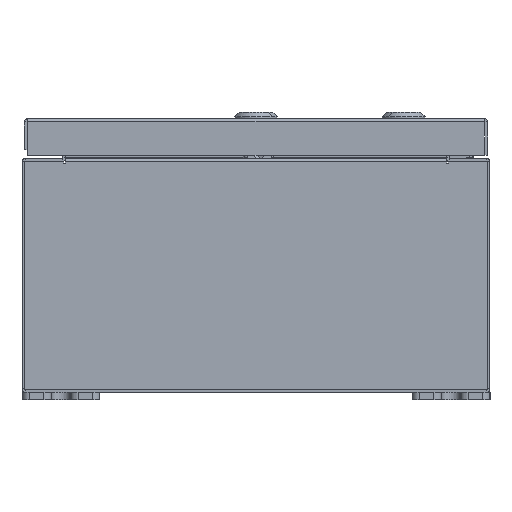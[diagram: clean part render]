
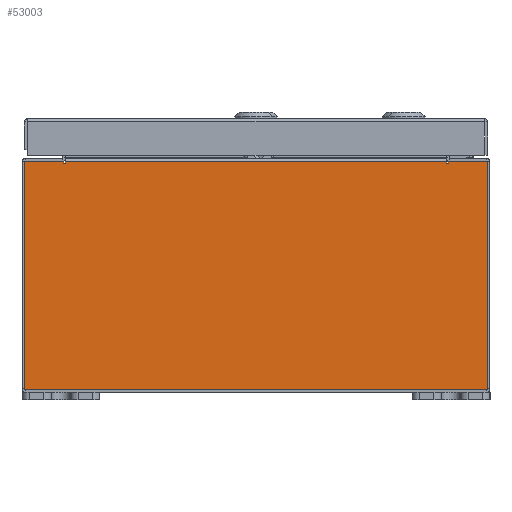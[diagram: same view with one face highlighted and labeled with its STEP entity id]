
A CAD part, front view. The second image highlights one B-rep face of the part: STEP entity #53003.
In plain terms, the highlighted face is planar.
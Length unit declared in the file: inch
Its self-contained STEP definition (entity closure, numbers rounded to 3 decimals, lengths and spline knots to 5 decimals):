
#44 = ORIENTED_EDGE ( 'NONE', *, *, #55644, .T. ) ;
#271 = VECTOR ( 'NONE', #39352, 39.37008 ) ;
#328 = VECTOR ( 'NONE', #43510, 39.37008 ) ;
#1556 = VERTEX_POINT ( 'NONE', #11627 ) ;
#2251 = CARTESIAN_POINT ( 'NONE',  ( 5.9253, 0., -2.9253 ) ) ;
#2929 = EDGE_CURVE ( 'NONE', #52366, #43820, #37764, .T. ) ;
#3814 = EDGE_CURVE ( 'NONE', #34756, #48509, #17409, .T. ) ;
#4251 = VERTEX_POINT ( 'NONE', #11023 ) ;
#5786 = CARTESIAN_POINT ( 'NONE',  ( -5.9253, 0., 2.9253 ) ) ;
#5966 = CARTESIAN_POINT ( 'NONE',  ( 5.9253, 0., 2.9253 ) ) ;
#6359 = VECTOR ( 'NONE', #19256, 39.37008 ) ;
#7191 = PLANE ( 'NONE',  #60745 ) ;
#8448 = VERTEX_POINT ( 'NONE', #32924 ) ;
#9056 = EDGE_CURVE ( 'NONE', #57609, #52366, #35795, .T. ) ;
#9229 = ORIENTED_EDGE ( 'NONE', *, *, #2929, .T. ) ;
#10229 = VECTOR ( 'NONE', #31181, 39.37008 ) ;
#10966 = EDGE_LOOP ( 'NONE', ( #56235, #20015, #56126, #35046, #51334, #37870, #16916, #59684, #40567, #9229, #35790, #44 ) ) ;
#11023 = CARTESIAN_POINT ( 'NONE',  ( -4.8872, 0., 2.87495 ) ) ;
#11627 = CARTESIAN_POINT ( 'NONE',  ( -4.8872, 0., 2.9123 ) ) ;
#11903 = CARTESIAN_POINT ( 'NONE',  ( 0., 0., 0. ) ) ;
#12821 = LINE ( 'NONE', #5786, #328 ) ;
#12919 = VECTOR ( 'NONE', #31973, 39.37008 ) ;
#13218 = DIRECTION ( 'NONE',  ( 0., 0., -1. ) ) ;
#13282 = DIRECTION ( 'NONE',  ( 0., 1., 0. ) ) ;
#13300 = CARTESIAN_POINT ( 'NONE',  ( -4.90587, 0., 2.87495 ) ) ;
#13767 = CARTESIAN_POINT ( 'NONE',  ( -5.9253, 0., -2.9253 ) ) ;
#14177 = EDGE_CURVE ( 'NONE', #45532, #60133, #17782, .T. ) ;
#14531 = DIRECTION ( 'NONE',  ( 0., 1., 0. ) ) ;
#15912 = CARTESIAN_POINT ( 'NONE',  ( -4.8872, 0., 2.9123 ) ) ;
#16685 = DIRECTION ( 'NONE',  ( 0., 0., -1. ) ) ;
#16916 = ORIENTED_EDGE ( 'NONE', *, *, #3814, .F. ) ;
#17409 = LINE ( 'NONE', #33831, #6359 ) ;
#17782 = LINE ( 'NONE', #26943, #49279 ) ;
#19256 = DIRECTION ( 'NONE',  ( 0., 0., -1. ) ) ;
#19678 = VERTEX_POINT ( 'NONE', #34138 ) ;
#19978 = DIRECTION ( 'NONE',  ( 1., 0., 0. ) ) ;
#20015 = ORIENTED_EDGE ( 'NONE', *, *, #26465, .F. ) ;
#20527 = VECTOR ( 'NONE', #45874, 39.37008 ) ;
#20895 = CARTESIAN_POINT ( 'NONE',  ( 4.92455, 0., 2.9253 ) ) ;
#21846 = AXIS2_PLACEMENT_3D ( 'NONE', #13300, #13282, #13218 ) ;
#23134 = EDGE_CURVE ( 'NONE', #43820, #40296, #51178, .T. ) ;
#25644 = EDGE_CURVE ( 'NONE', #1556, #4251, #44321, .T. ) ;
#26465 = EDGE_CURVE ( 'NONE', #4251, #8448, #47423, .T. ) ;
#26822 = VECTOR ( 'NONE', #43561, 39.37008 ) ;
#26943 = CARTESIAN_POINT ( 'NONE',  ( 4.8872, 0., 0. ) ) ;
#27052 = DIRECTION ( 'NONE',  ( 0., 0., 1. ) ) ;
#29341 = CARTESIAN_POINT ( 'NONE',  ( -5.9253, 0., 2.9253 ) ) ;
#31181 = DIRECTION ( 'NONE',  ( 0., 0., 1. ) ) ;
#31370 = CARTESIAN_POINT ( 'NONE',  ( -5.9253, 0., 2.9253 ) ) ;
#31973 = DIRECTION ( 'NONE',  ( -1., 0., 0. ) ) ;
#32924 = CARTESIAN_POINT ( 'NONE',  ( -4.92455, 0., 2.87495 ) ) ;
#33831 = CARTESIAN_POINT ( 'NONE',  ( 4.92455, 0., 0. ) ) ;
#34138 = CARTESIAN_POINT ( 'NONE',  ( -4.92455, 0., 2.9253 ) ) ;
#34170 = CARTESIAN_POINT ( 'NONE',  ( 4.92455, 0., 2.87495 ) ) ;
#34756 = VERTEX_POINT ( 'NONE', #20895 ) ;
#35046 = ORIENTED_EDGE ( 'NONE', *, *, #51784, .T. ) ;
#35790 = ORIENTED_EDGE ( 'NONE', *, *, #23134, .T. ) ;
#35795 = LINE ( 'NONE', #40078, #53597 ) ;
#37764 = LINE ( 'NONE', #56720, #12919 ) ;
#37870 = ORIENTED_EDGE ( 'NONE', *, *, #59244, .F. ) ;
#39352 = DIRECTION ( 'NONE',  ( 1., 0., 0. ) ) ;
#40078 = CARTESIAN_POINT ( 'NONE',  ( 5.9253, 0., 2.9253 ) ) ;
#40296 = VERTEX_POINT ( 'NONE', #51021 ) ;
#40567 = ORIENTED_EDGE ( 'NONE', *, *, #9056, .T. ) ;
#40573 = LINE ( 'NONE', #15912, #271 ) ;
#40985 = EDGE_CURVE ( 'NONE', #34756, #57609, #12821, .T. ) ;
#41099 = CARTESIAN_POINT ( 'NONE',  ( -4.92455, 0., 0. ) ) ;
#42568 = CARTESIAN_POINT ( 'NONE',  ( 4.90588, 0., 2.87495 ) ) ;
#43510 = DIRECTION ( 'NONE',  ( 1., 0., 0. ) ) ;
#43561 = DIRECTION ( 'NONE',  ( 0., 0., -1. ) ) ;
#43820 = VERTEX_POINT ( 'NONE', #13767 ) ;
#43968 = CARTESIAN_POINT ( 'NONE',  ( -4.8872, 0., 0. ) ) ;
#44321 = LINE ( 'NONE', #43968, #26822 ) ;
#44722 = DIRECTION ( 'NONE',  ( 0., -1., 0. ) ) ;
#45532 = VERTEX_POINT ( 'NONE', #51587 ) ;
#45735 = DIRECTION ( 'NONE',  ( 0., 0., -1. ) ) ;
#45874 = DIRECTION ( 'NONE',  ( 0., 0., 1. ) ) ;
#47154 = FACE_OUTER_BOUND ( 'NONE', #10966, .T. ) ;
#47272 = DIRECTION ( 'NONE',  ( 0., 0., -1. ) ) ;
#47423 = CIRCLE ( 'NONE', #21846, 0.01868 ) ;
#48509 = VERTEX_POINT ( 'NONE', #34170 ) ;
#49279 = VECTOR ( 'NONE', #27052, 39.37008 ) ;
#51021 = CARTESIAN_POINT ( 'NONE',  ( -5.9253, 0., 2.9253 ) ) ;
#51178 = LINE ( 'NONE', #31370, #10229 ) ;
#51334 = ORIENTED_EDGE ( 'NONE', *, *, #14177, .F. ) ;
#51344 = VECTOR ( 'NONE', #19978, 39.37008 ) ;
#51587 = CARTESIAN_POINT ( 'NONE',  ( 4.8872, 0., 2.87495 ) ) ;
#51784 = EDGE_CURVE ( 'NONE', #1556, #60133, #40573, .T. ) ;
#52366 = VERTEX_POINT ( 'NONE', #2251 ) ;
#52799 = LINE ( 'NONE', #29341, #51344 ) ;
#53003 = ADVANCED_FACE ( 'NONE', ( #47154 ), #7191, .F. ) ;
#53597 = VECTOR ( 'NONE', #45735, 39.37008 ) ;
#53942 = CARTESIAN_POINT ( 'NONE',  ( 4.8872, 0., 2.9123 ) ) ;
#55413 = AXIS2_PLACEMENT_3D ( 'NONE', #42568, #14531, #47272 ) ;
#55644 = EDGE_CURVE ( 'NONE', #40296, #19678, #52799, .T. ) ;
#55645 = CIRCLE ( 'NONE', #55413, 0.01868 ) ;
#56126 = ORIENTED_EDGE ( 'NONE', *, *, #25644, .F. ) ;
#56235 = ORIENTED_EDGE ( 'NONE', *, *, #58512, .F. ) ;
#56720 = CARTESIAN_POINT ( 'NONE',  ( -5.9253, 0., -2.9253 ) ) ;
#57609 = VERTEX_POINT ( 'NONE', #5966 ) ;
#57893 = LINE ( 'NONE', #41099, #20527 ) ;
#58512 = EDGE_CURVE ( 'NONE', #8448, #19678, #57893, .T. ) ;
#59244 = EDGE_CURVE ( 'NONE', #48509, #45532, #55645, .T. ) ;
#59684 = ORIENTED_EDGE ( 'NONE', *, *, #40985, .T. ) ;
#60133 = VERTEX_POINT ( 'NONE', #53942 ) ;
#60745 = AXIS2_PLACEMENT_3D ( 'NONE', #11903, #44722, #16685 ) ;
